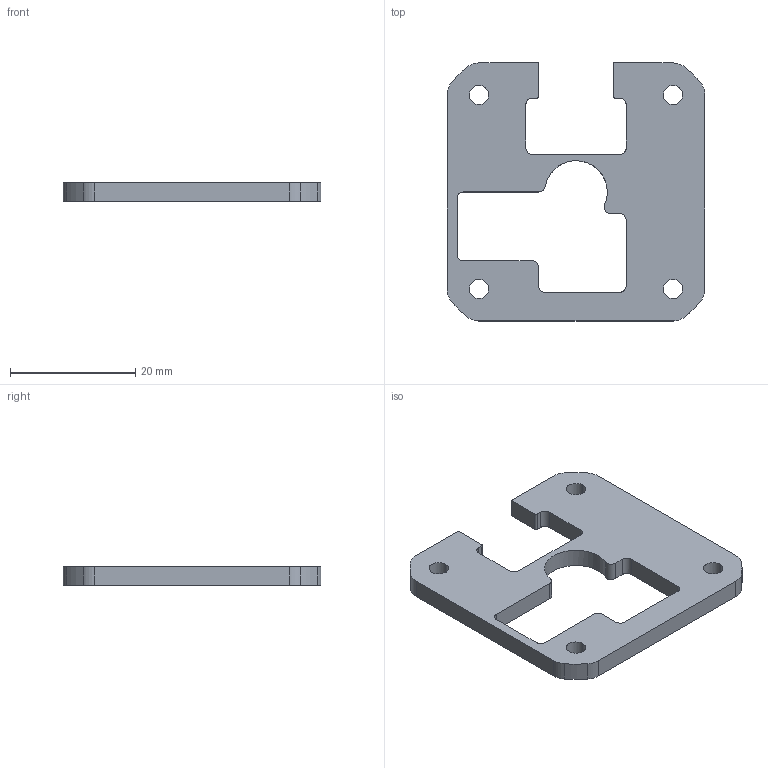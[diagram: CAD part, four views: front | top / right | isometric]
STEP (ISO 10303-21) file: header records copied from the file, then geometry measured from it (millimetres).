
FILE_DESCRIPTION(/* description */ (''),/* implementation_level */ '2;1');
FILE_NAME(/* name */ '下盖',/* time_stamp */ '2021-11-13T17:15:08+08:00',/* author */ (''),/* organization */ (''),/* preprocessor_version */ 'ST-DEVELOPER v16.5',/* originating_system */ '',/* authorisation */ '');
FILE_SCHEMA (('AUTOMOTIVE_DESIGN'));
Length unit declared in the file: millimetre
Products named in the file (1): Document
Bounding box: 41.2 x 41.2 x 3 mm (x, y, z)
Volume: 3096.4 mm3; surface area: 3018.1 mm2
Topology: 1 solids, 1 shells, 56 faces, 162 edges, 108 vertices
Faces by surface type: cylinder 35, plane 21
Entity records: 1684 total; most frequent: CARTESIAN_POINT 608, ORIENTED_EDGE 324, EDGE_CURVE 162, VERTEX_POINT 108, B_SPLINE_CURVE_WITH_KNOTS 92, EDGE_LOOP 66, DIRECTION 60, AXIS2_PLACEMENT_3D 58
